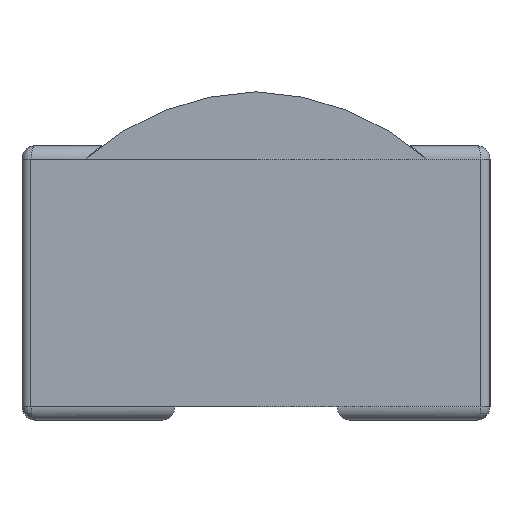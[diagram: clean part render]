
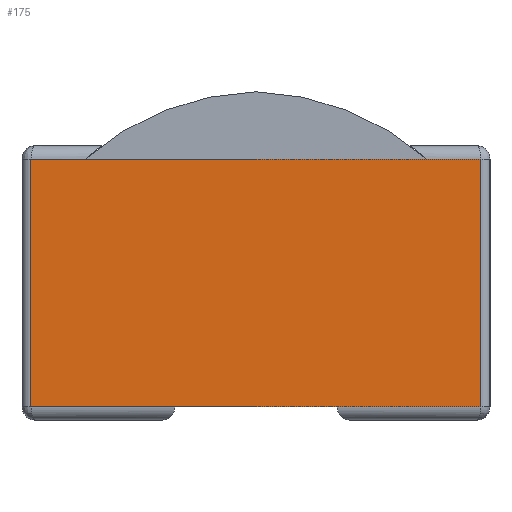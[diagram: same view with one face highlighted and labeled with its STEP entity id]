
A CAD part, left-side view. The second image highlights one B-rep face of the part: STEP entity #175.
In plain terms, the highlighted planar face has unit normal (-1, 0, 0).
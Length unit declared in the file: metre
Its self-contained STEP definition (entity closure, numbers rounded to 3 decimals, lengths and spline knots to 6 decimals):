
#175=ADVANCED_FACE('0:37',(#331),#332,.T.);
#331=FACE_OUTER_BOUND('',#502,.T.);
#332=PLANE('',#503);
#502=EDGE_LOOP('',(#901,#902,#903,#904));
#503=AXIS2_PLACEMENT_3D('',#905,#906,#907);
#901=ORIENTED_EDGE('',*,*,#1280,.T.);
#902=ORIENTED_EDGE('',*,*,#1281,.T.);
#903=ORIENTED_EDGE('',*,*,#1282,.F.);
#904=ORIENTED_EDGE('',*,*,#1283,.T.);
#905=CARTESIAN_POINT('',(-0.0005,0.0,0.0));
#906=DIRECTION('',(-1.0,0.0,0.0));
#907=DIRECTION('',(0.0,0.0,1.0));
#1280=EDGE_CURVE('0:55',#1432,#1433,#1434,.T.);
#1281=EDGE_CURVE('0:58',#1433,#1435,#1436,.T.);
#1282=EDGE_CURVE('0:61',#1437,#1435,#1438,.T.);
#1283=EDGE_CURVE('0:64',#1437,#1432,#1439,.T.);
#1432=VERTEX_POINT('',#1638);
#1433=VERTEX_POINT('',#1639);
#1434=LINE('',#1640,#1641);
#1435=VERTEX_POINT('',#1642);
#1436=LINE('',#1643,#1644);
#1437=VERTEX_POINT('',#1645);
#1438=LINE('',#1646,#1647);
#1439=LINE('',#1648,#1649);
#1638=CARTESIAN_POINT('',(-0.0005,-0.00025,0.0));
#1639=CARTESIAN_POINT('',(-0.0005,-0.00025,0.000275));
#1640=CARTESIAN_POINT('',(-0.0005,-0.00025,0.0));
#1641=VECTOR('',#1956,1.0);
#1642=CARTESIAN_POINT('',(-0.0005,0.00025,0.000275));
#1643=CARTESIAN_POINT('',(-0.0005,0.0,0.000275));
#1644=VECTOR('',#1957,1.0);
#1645=CARTESIAN_POINT('',(-0.0005,0.00025,0.0));
#1646=CARTESIAN_POINT('',(-0.0005,0.00025,0.0));
#1647=VECTOR('',#1958,1.0);
#1648=CARTESIAN_POINT('',(-0.0005,0.0,0.0));
#1649=VECTOR('',#1959,1.0);
#1956=DIRECTION('',(0.0,0.0,1.0));
#1957=DIRECTION('',(0.0,1.0,0.0));
#1958=DIRECTION('',(0.0,0.0,1.0));
#1959=DIRECTION('',(0.0,-1.0,0.0));
